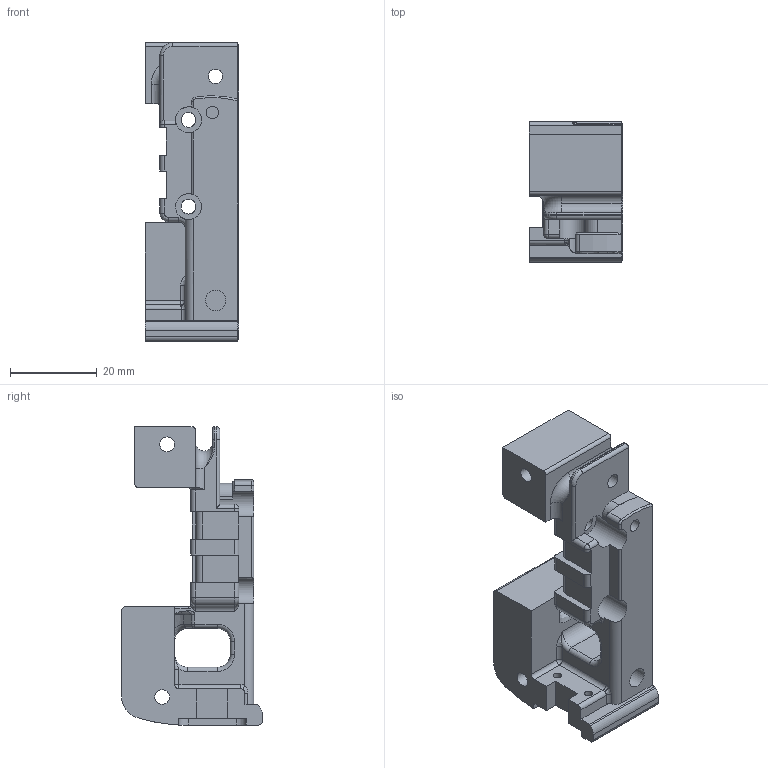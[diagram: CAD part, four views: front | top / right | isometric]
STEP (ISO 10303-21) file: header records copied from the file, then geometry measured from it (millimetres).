
FILE_DESCRIPTION(/* description */ (''),/* implementation_level */ '2;1');
FILE_NAME(/* name */ 'Euclid_CW1_MGN12_6 v4.step',/* time_stamp */ '2022-04-12T12:24:14-04:00',/* author */ (''),/* organization */ (''),/* preprocessor_version */ 'ST-DEVELOPER v18.1',/* originating_system */ 'Autodesk Translation Framework v10.14.0.1471',/* authorisation */ '');
FILE_SCHEMA (('AUTOMOTIVE_DESIGN { 1 0 10303 214 3 1 1 }'));
Length unit declared in the file: millimetre
Products named in the file (1): Euclid_CW1_MGN12_6
Bounding box: 21.6 x 32.4 x 68.75 mm (x, y, z)
Volume: 22113.9 mm3; surface area: 9648.4 mm2
Topology: 1 solids, 1 shells, 327 faces, 860 edges, 534 vertices
Faces by surface type: plane 188, cylinder 81, cone 23, torus 16, bspline 16, sphere 3
Full cylindrical faces by diameter (mm): 1.9 x4, 2.9 x1, 3.3 x1, 3.4 x4, 4.7 x1, 6 x3, 7 x1
Entity records: 10980 total; most frequent: CARTESIAN_POINT 2844, ORIENTED_EDGE 1714, DIRECTION 1666, EDGE_CURVE 857, LINE 576, VECTOR 576, AXIS2_PLACEMENT_3D 545, VERTEX_POINT 534
